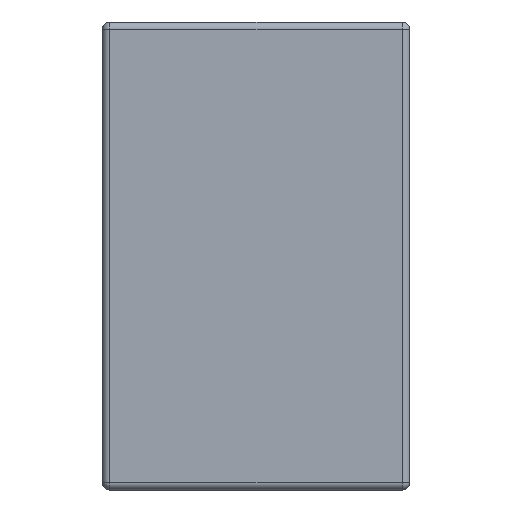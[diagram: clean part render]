
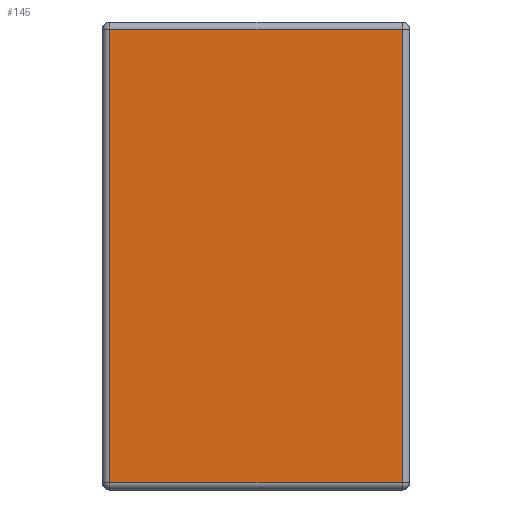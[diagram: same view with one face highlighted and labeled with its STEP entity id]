
A CAD part, left-side view. The second image highlights one B-rep face of the part: STEP entity #145.
In plain terms, the highlighted planar face has unit normal (-1, 0, 0).
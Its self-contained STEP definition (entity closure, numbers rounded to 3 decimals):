
#145 = ADVANCED_FACE ( 'NONE', ( #794 ), #834, .F. ) ;
#146 = EDGE_LOOP ( 'NONE', ( #196, #200, #203, #206 ) ) ;
#196 = ORIENTED_EDGE ( 'NONE', *, *, #197, .T. ) ;
#197 = EDGE_CURVE ( 'NONE', #198, #199, #982, .T. ) ;
#198 = VERTEX_POINT ( 'NONE', #1031 ) ;
#199 = VERTEX_POINT ( 'NONE', #1030 ) ;
#200 = ORIENTED_EDGE ( 'NONE', *, *, #201, .T. ) ;
#201 = EDGE_CURVE ( 'NONE', #199, #202, #1029, .T. ) ;
#202 = VERTEX_POINT ( 'NONE', #1025 ) ;
#203 = ORIENTED_EDGE ( 'NONE', *, *, #204, .T. ) ;
#204 = EDGE_CURVE ( 'NONE', #202, #205, #1024, .T. ) ;
#205 = VERTEX_POINT ( 'NONE', #1020 ) ;
#206 = ORIENTED_EDGE ( 'NONE', *, *, #207, .T. ) ;
#207 = EDGE_CURVE ( 'NONE', #205, #198, #1018, .T. ) ;
#794 = FACE_OUTER_BOUND ( 'NONE', #146, .T. ) ;
#830 = DIRECTION ( 'NONE',  ( 0., 0., -1. ) ) ;
#831 = DIRECTION ( 'NONE',  ( 1., 0., 0. ) ) ;
#832 = CARTESIAN_POINT ( 'NONE',  ( -2.25, 2.1, 1.6 ) ) ;
#833 = AXIS2_PLACEMENT_3D ( 'NONE', #832, #831, #830 ) ;
#834 = PLANE ( 'NONE',  #833 ) ;
#982 = LINE ( 'NONE', #1034, #1033 ) ;
#1015 = DIRECTION ( 'NONE',  ( 0., 0., 1. ) ) ;
#1016 = VECTOR ( 'NONE', #1015, 1000. ) ;
#1017 = CARTESIAN_POINT ( 'NONE',  ( -2.25, 0.05, 1.6 ) ) ;
#1018 = LINE ( 'NONE', #1017, #1016 ) ;
#1020 = CARTESIAN_POINT ( 'NONE',  ( -2.25, 0.05, -1.55 ) ) ;
#1021 = DIRECTION ( 'NONE',  ( 0., -1., 0. ) ) ;
#1022 = VECTOR ( 'NONE', #1021, 1000. ) ;
#1023 = CARTESIAN_POINT ( 'NONE',  ( -2.25, 2.1, -1.55 ) ) ;
#1024 = LINE ( 'NONE', #1023, #1022 ) ;
#1025 = CARTESIAN_POINT ( 'NONE',  ( -2.25, 2.05, -1.55 ) ) ;
#1026 = DIRECTION ( 'NONE',  ( 0., 0., -1. ) ) ;
#1027 = VECTOR ( 'NONE', #1026, 1000. ) ;
#1028 = CARTESIAN_POINT ( 'NONE',  ( -2.25, 2.05, 1.6 ) ) ;
#1029 = LINE ( 'NONE', #1028, #1027 ) ;
#1030 = CARTESIAN_POINT ( 'NONE',  ( -2.25, 2.05, 1.55 ) ) ;
#1031 = CARTESIAN_POINT ( 'NONE',  ( -2.25, 0.05, 1.55 ) ) ;
#1032 = DIRECTION ( 'NONE',  ( 0., 1., 0. ) ) ;
#1033 = VECTOR ( 'NONE', #1032, 1000. ) ;
#1034 = CARTESIAN_POINT ( 'NONE',  ( -2.25, 2.1, 1.55 ) ) ;
